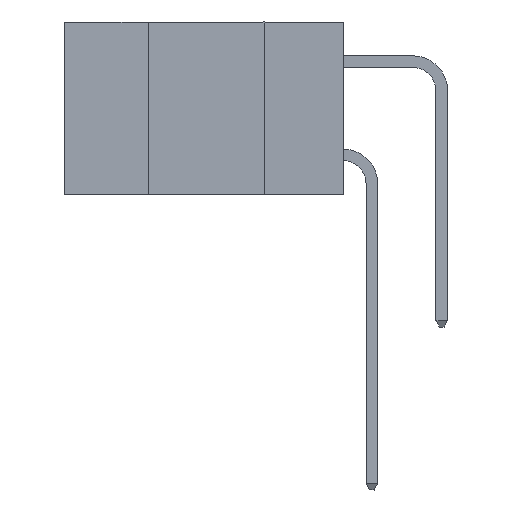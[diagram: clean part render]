
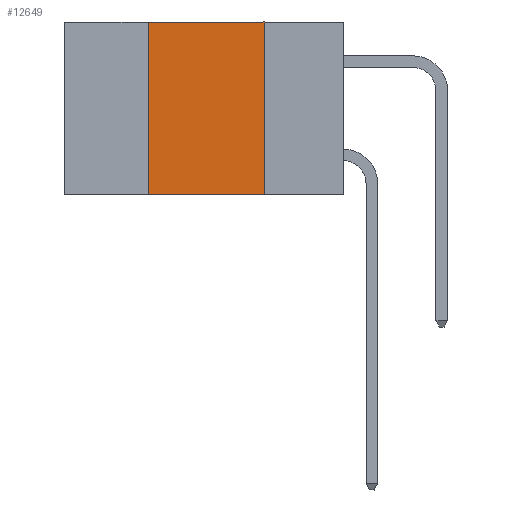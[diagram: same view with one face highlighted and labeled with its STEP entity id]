
A CAD part, left-side view. The second image highlights one B-rep face of the part: STEP entity #12649.
In plain terms, the highlighted planar face has unit normal (-1, 0, 0).
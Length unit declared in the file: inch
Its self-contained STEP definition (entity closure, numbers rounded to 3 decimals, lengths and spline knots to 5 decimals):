
#469 = ORIENTED_EDGE ( 'NONE', *, *, #6947, .F. ) ;
#678 = ORIENTED_EDGE ( 'NONE', *, *, #7640, .F. ) ;
#1109 = DIRECTION ( 'NONE',  ( 0., 0., -1. ) ) ;
#1414 = CARTESIAN_POINT ( 'NONE',  ( 0., 0.17, -0.37 ) ) ;
#1963 = VECTOR ( 'NONE', #12749, 39.37008 ) ;
#2380 = DIRECTION ( 'NONE',  ( 1., 0., 0. ) ) ;
#2429 = LINE ( 'NONE', #7332, #7814 ) ;
#2581 = VECTOR ( 'NONE', #9023, 39.37008 ) ;
#2674 = LINE ( 'NONE', #5716, #1963 ) ;
#2803 = CARTESIAN_POINT ( 'NONE',  ( 0., 0.17, 0. ) ) ;
#2986 = CARTESIAN_POINT ( 'NONE',  ( 0., 0.6, 0. ) ) ;
#2998 = VERTEX_POINT ( 'NONE', #7941 ) ;
#3378 = CARTESIAN_POINT ( 'NONE',  ( 0., 0.6, 0. ) ) ;
#3396 = CARTESIAN_POINT ( 'NONE',  ( 0., 0.6, -0.37 ) ) ;
#3624 = VECTOR ( 'NONE', #12551, 39.37008 ) ;
#4130 = DIRECTION ( 'NONE',  ( 0., 0., -1. ) ) ;
#4991 = LINE ( 'NONE', #2986, #2581 ) ;
#5420 = ORIENTED_EDGE ( 'NONE', *, *, #12929, .F. ) ;
#5716 = CARTESIAN_POINT ( 'NONE',  ( 0., 0.42, -0.37 ) ) ;
#6183 = ORIENTED_EDGE ( 'NONE', *, *, #12351, .T. ) ;
#6387 = VERTEX_POINT ( 'NONE', #2803 ) ;
#6947 = EDGE_CURVE ( 'NONE', #6387, #12033, #2429, .T. ) ;
#7332 = CARTESIAN_POINT ( 'NONE',  ( 0., 0.17, -0.37 ) ) ;
#7640 = EDGE_CURVE ( 'NONE', #2998, #7731, #2674, .T. ) ;
#7660 = AXIS2_PLACEMENT_3D ( 'NONE', #3378, #2380, #4130 ) ;
#7731 = VERTEX_POINT ( 'NONE', #7981 ) ;
#7814 = VECTOR ( 'NONE', #1109, 39.37008 ) ;
#7941 = CARTESIAN_POINT ( 'NONE',  ( 0., 0.42, -0.37 ) ) ;
#7981 = CARTESIAN_POINT ( 'NONE',  ( 0., 0.42, 0. ) ) ;
#8427 = FACE_OUTER_BOUND ( 'NONE', #9184, .T. ) ;
#8577 = LINE ( 'NONE', #3396, #3624 ) ;
#9023 = DIRECTION ( 'NONE',  ( 0., -1., 0. ) ) ;
#9184 = EDGE_LOOP ( 'NONE', ( #469, #5420, #678, #6183 ) ) ;
#12033 = VERTEX_POINT ( 'NONE', #1414 ) ;
#12351 = EDGE_CURVE ( 'NONE', #2998, #12033, #8577, .T. ) ;
#12402 = PLANE ( 'NONE',  #7660 ) ;
#12551 = DIRECTION ( 'NONE',  ( 0., -1., 0. ) ) ;
#12649 = ADVANCED_FACE ( 'NONE', ( #8427 ), #12402, .F. ) ;
#12749 = DIRECTION ( 'NONE',  ( 0., 0., 1. ) ) ;
#12929 = EDGE_CURVE ( 'NONE', #7731, #6387, #4991, .T. ) ;
